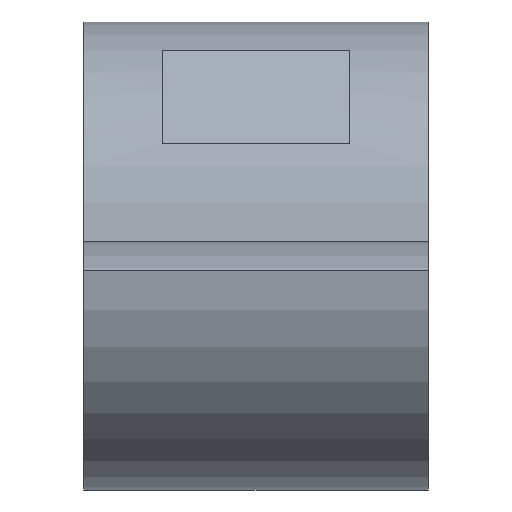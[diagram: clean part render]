
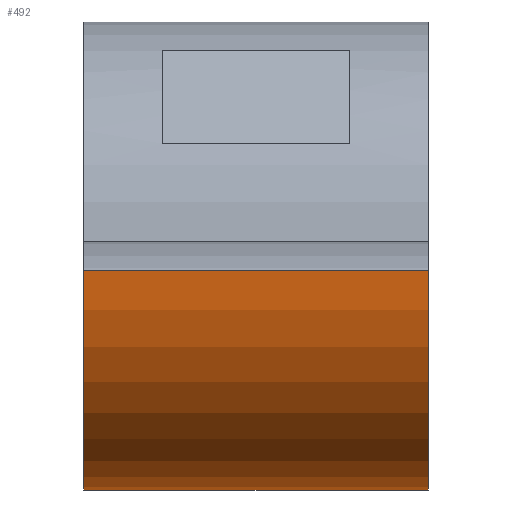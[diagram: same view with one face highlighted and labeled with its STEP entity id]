
A CAD part, left-side view. The second image highlights one B-rep face of the part: STEP entity #492.
In plain terms, the highlighted cylindrical face has radius 7.938 mm (diameter 15.875 mm), a partial arc.
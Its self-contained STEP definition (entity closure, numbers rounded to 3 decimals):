
#15 = AXIS2_PLACEMENT_3D ( 'NONE', #24, #325, #498 ) ;
#24 = CARTESIAN_POINT ( 'NONE',  ( 0., 5.842, 0. ) ) ;
#33 = ORIENTED_EDGE ( 'NONE', *, *, #422, .F. ) ;
#38 = CYLINDRICAL_SURFACE ( 'NONE', #534, 7.938 ) ;
#47 = FACE_OUTER_BOUND ( 'NONE', #453, .T. ) ;
#55 = EDGE_CURVE ( 'NONE', #268, #135, #506, .T. ) ;
#77 = LINE ( 'NONE', #137, #144 ) ;
#113 = VERTEX_POINT ( 'NONE', #525 ) ;
#120 = CARTESIAN_POINT ( 'NONE',  ( 0., -5.842, 0. ) ) ;
#135 = VERTEX_POINT ( 'NONE', #582 ) ;
#137 = CARTESIAN_POINT ( 'NONE',  ( 0., -5.842, -7.938 ) ) ;
#144 = VECTOR ( 'NONE', #174, 1000. ) ;
#174 = DIRECTION ( 'NONE',  ( 0., 1., 0. ) ) ;
#176 = ORIENTED_EDGE ( 'NONE', *, *, #55, .T. ) ;
#180 = LINE ( 'NONE', #404, #596 ) ;
#183 = DIRECTION ( 'NONE',  ( 0., 0., 1. ) ) ;
#205 = ORIENTED_EDGE ( 'NONE', *, *, #218, .T. ) ;
#218 = EDGE_CURVE ( 'NONE', #135, #288, #180, .T. ) ;
#239 = CARTESIAN_POINT ( 'NONE',  ( -7.921, 5.842, -0.508 ) ) ;
#248 = ORIENTED_EDGE ( 'NONE', *, *, #381, .F. ) ;
#268 = VERTEX_POINT ( 'NONE', #649 ) ;
#287 = DIRECTION ( 'NONE',  ( 0., 1., 0. ) ) ;
#288 = VERTEX_POINT ( 'NONE', #239 ) ;
#294 = DIRECTION ( 'NONE',  ( 0., 1., 0. ) ) ;
#309 = DIRECTION ( 'NONE',  ( 0., 0., 1. ) ) ;
#325 = DIRECTION ( 'NONE',  ( 0., 1., 0. ) ) ;
#357 = CARTESIAN_POINT ( 'NONE',  ( 0., -5.842, 0. ) ) ;
#381 = EDGE_CURVE ( 'NONE', #113, #288, #445, .T. ) ;
#404 = CARTESIAN_POINT ( 'NONE',  ( -7.921, -5.842, -0.508 ) ) ;
#410 = DIRECTION ( 'NONE',  ( 0., 1., 0. ) ) ;
#422 = EDGE_CURVE ( 'NONE', #268, #113, #77, .T. ) ;
#445 = CIRCLE ( 'NONE', #15, 7.938 ) ;
#453 = EDGE_LOOP ( 'NONE', ( #33, #176, #205, #248 ) ) ;
#492 = ADVANCED_FACE ( 'NONE', ( #47 ), #38, .T. ) ;
#498 = DIRECTION ( 'NONE',  ( 0., 0., 1. ) ) ;
#506 = CIRCLE ( 'NONE', #571, 7.938 ) ;
#525 = CARTESIAN_POINT ( 'NONE',  ( 0., 5.842, -7.938 ) ) ;
#534 = AXIS2_PLACEMENT_3D ( 'NONE', #120, #410, #183 ) ;
#571 = AXIS2_PLACEMENT_3D ( 'NONE', #357, #294, #309 ) ;
#582 = CARTESIAN_POINT ( 'NONE',  ( -7.921, -5.842, -0.508 ) ) ;
#596 = VECTOR ( 'NONE', #287, 1000. ) ;
#649 = CARTESIAN_POINT ( 'NONE',  ( 0., -5.842, -7.938 ) ) ;
